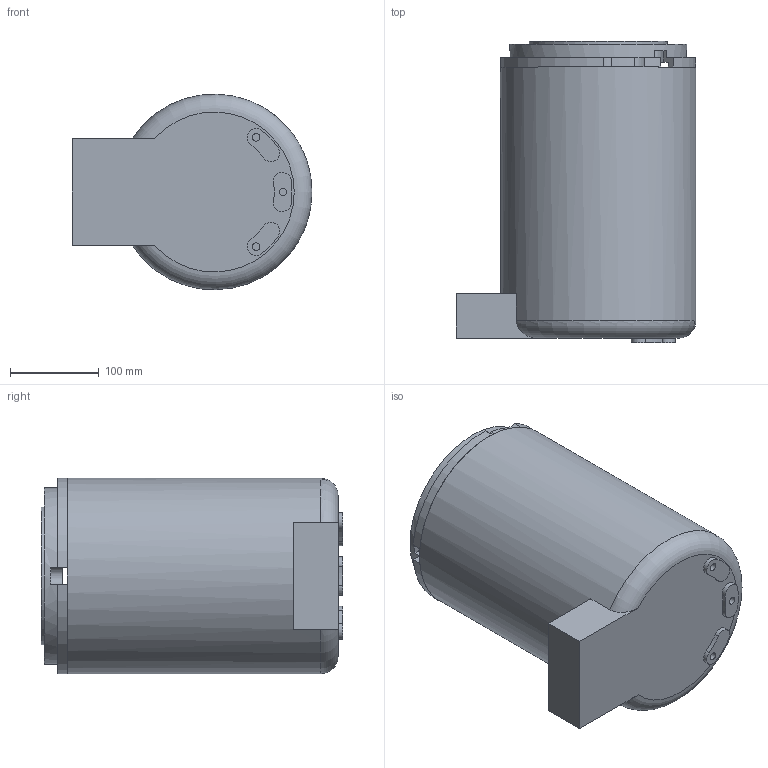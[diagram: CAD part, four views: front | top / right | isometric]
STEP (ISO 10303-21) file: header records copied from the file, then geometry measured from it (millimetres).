
FILE_DESCRIPTION(/* description */ (''),/* implementation_level */ '2;1');
FILE_NAME(/* name */ 'SAGOMA_MOTORE_ASM.stp',/* time_stamp */ '2016-06-02T11:19:07+02:00',/* author */ (''),/* organization */ (''),/* preprocessor_version */ 'ST-DEVELOPER v16.5',/* originating_system */ 'Autodesk Translation Framework v5.0.0.3310',/* authorisation */ '');
FILE_SCHEMA (('AUTOMOTIVE_DESIGN { 1 0 10303 214 3 1 1 }'));
Length unit declared in the file: centimetre
Products named in the file (3): SAGOMA_MOTORE_ASM; FLANGIA_MOTORE_; MOTORE_
Assembly tree (2 placements, depth 2):
  SAGOMA_MOTORE_ASM
    FLANGIA_MOTORE_
    MOTORE_
Bounding box: 270 x 339 x 220 mm (x, y, z)
Volume: 12432521.4 mm3; surface area: 428430.1 mm2
Topology: 2 solids, 2 shells, 125 faces, 315 edges, 210 vertices
Faces by surface type: cylinder 74, plane 50, torus 1
Full cylindrical faces by diameter (mm): 6.3 x12, 8.5 x3, 10 x16, 70 x1, 80 x1, 155 x1, 199 x1, 220 x1
Entity records: 3733 total; most frequent: DIRECTION 692, CARTESIAN_POINT 637, ORIENTED_EDGE 542, AXIS2_PLACEMENT_3D 293, EDGE_CURVE 271, EDGE_LOOP 207, VERTEX_POINT 202, CIRCLE 163
